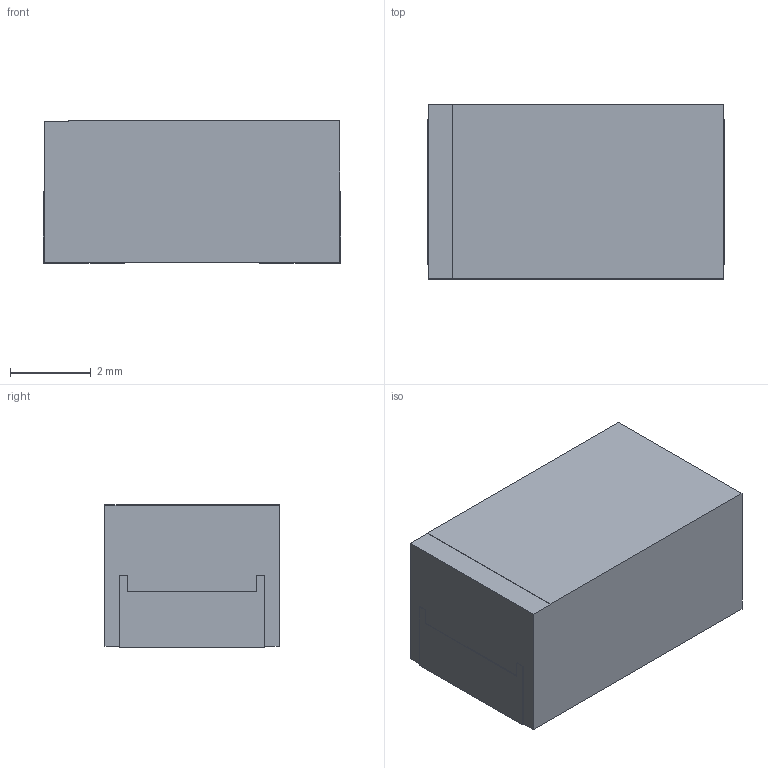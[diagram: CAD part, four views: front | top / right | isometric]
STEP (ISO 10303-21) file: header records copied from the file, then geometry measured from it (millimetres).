
FILE_DESCRIPTION (( 'STEP AP214' ), '1' );
FILE_NAME ('CAP-SMD_L7.3-W4.3-RD.step', '2022-07-01T06:43:25', ( '' ), ( '' ), 'SwSTEP 2.0', 'SolidWorks 2020', '' );
FILE_SCHEMA (( 'AUTOMOTIVE_DESIGN' ));
Length unit declared in the file: millimetre
Products named in the file (1): CAP-SMD_L7.3-W4.3-RD
Bounding box: 7.34 x 4.3 x 3.52 mm (x, y, z)
Volume: 110.3 mm3; surface area: 144.9 mm2
Topology: 1 solids, 1 shells, 252 faces, 693 edges, 462 vertices
Faces by surface type: plane 154, bspline 98
Entity records: 11189 total; most frequent: CARTESIAN_POINT 2714, ORIENTED_EDGE 1386, DIRECTION 803, EDGE_CURVE 693, VECTOR 493, LINE 493, VERTEX_POINT 462, EDGE_LOOP 271
